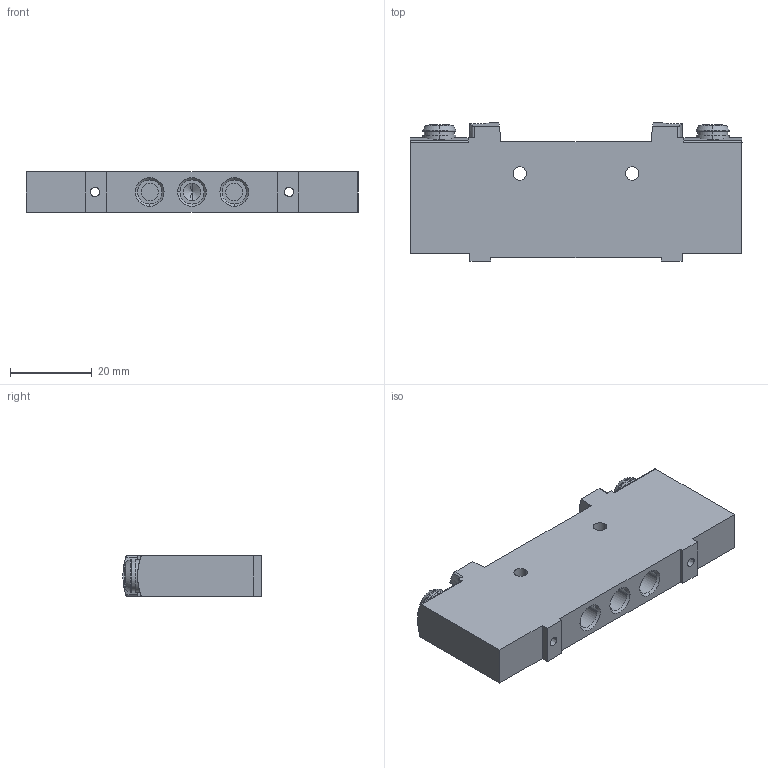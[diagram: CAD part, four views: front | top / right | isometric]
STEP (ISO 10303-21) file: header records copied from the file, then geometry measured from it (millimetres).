
FILE_DESCRIPTION (( 'STEP AP214' ), '1' );
FILE_NAME ('SolenoidValve_Double_24VDC.step', '2018-12-19T16:09:44', ( '' ), ( '' ), 'SwSTEP 2.0', 'SolidWorks 2018', '' );
FILE_SCHEMA (( 'AUTOMOTIVE_DESIGN' ));
Length unit declared in the file: inch
Products named in the file (1): SolenoidValve_Double_24VDC
Bounding box: 81.4 x 33.89 x 9.93 mm (x, y, z)
Volume: 22002.2 mm3; surface area: 8949.3 mm2
Topology: 1 solids, 1 shells, 151 faces, 366 edges, 235 vertices
Faces by surface type: cylinder 64, plane 51, cone 24, bspline 8, torus 4
Entity records: 4762 total; most frequent: CARTESIAN_POINT 1103, DIRECTION 788, ORIENTED_EDGE 728, EDGE_CURVE 364, AXIS2_PLACEMENT_3D 304, VERTEX_POINT 235, LINE 180, VECTOR 180
